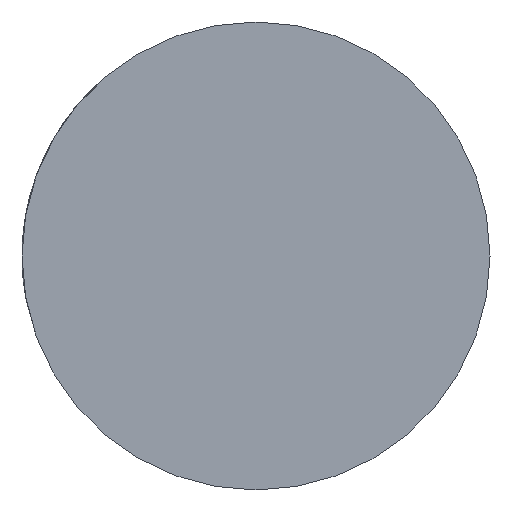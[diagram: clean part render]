
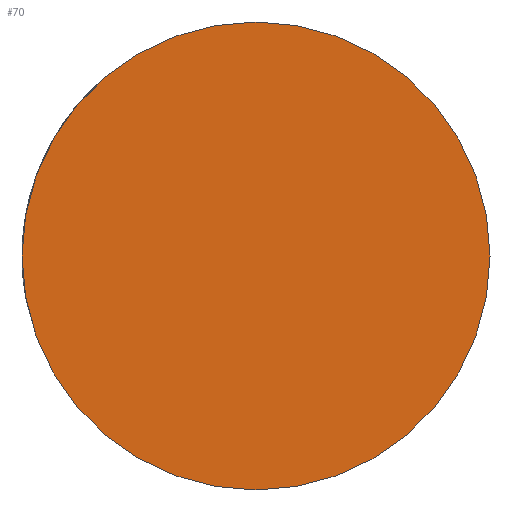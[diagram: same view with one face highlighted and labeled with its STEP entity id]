
A CAD part, left-side view. The second image highlights one B-rep face of the part: STEP entity #70.
In plain terms, the highlighted planar face has unit normal (-1, 0, 0).
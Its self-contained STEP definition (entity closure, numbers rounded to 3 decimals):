
#18=PLANE('',#91);
#22=FACE_OUTER_BOUND('',#27,.T.);
#27=EDGE_LOOP('',(#58));
#32=CIRCLE('',#92,6.);
#43=VERTEX_POINT('',#164);
#49=EDGE_CURVE('',#43,#43,#32,.F.);
#58=ORIENTED_EDGE('',*,*,#49,.F.);
#70=ADVANCED_FACE('',(#22),#18,.T.);
#91=AXIS2_PLACEMENT_3D('',#163,#107,#108);
#92=AXIS2_PLACEMENT_3D('',#165,#109,#110);
#107=DIRECTION('center_axis',(-1.,0.,0.));
#108=DIRECTION('ref_axis',(0.,1.,0.));
#109=DIRECTION('center_axis',(-1.,0.,0.));
#110=DIRECTION('ref_axis',(0.,1.,0.));
#163=CARTESIAN_POINT('Origin',(-56.2,151.088,83.837));
#164=CARTESIAN_POINT('',(-56.2,145.088,83.837));
#165=CARTESIAN_POINT('Origin',(-56.2,151.088,83.837));
